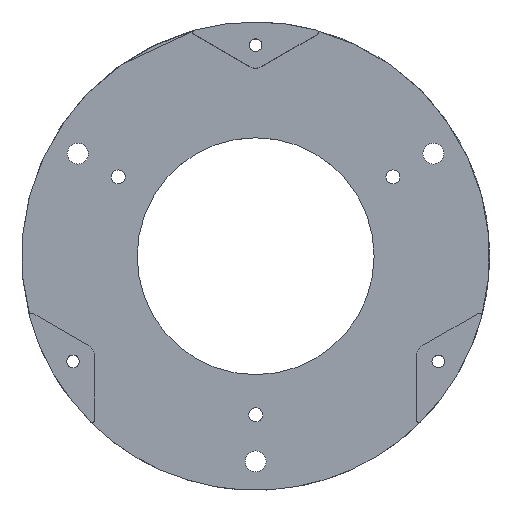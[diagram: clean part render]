
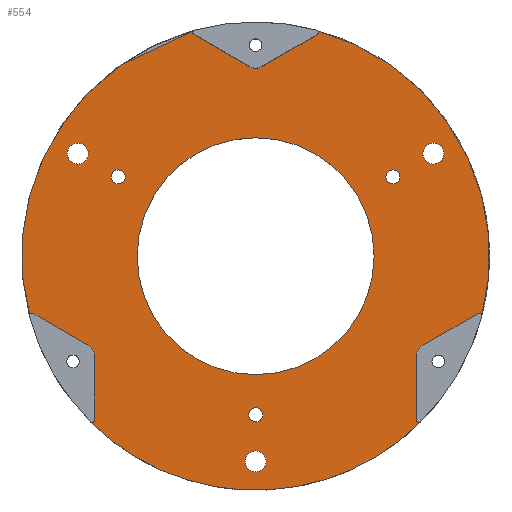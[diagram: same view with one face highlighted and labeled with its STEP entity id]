
A CAD part, top view. The second image highlights one B-rep face of the part: STEP entity #554.
In plain terms, the highlighted planar face has unit normal (0, 0, 1).
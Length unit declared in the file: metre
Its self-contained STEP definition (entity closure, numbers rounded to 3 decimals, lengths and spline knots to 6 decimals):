
#32=LINE('',#877,#62);
#33=LINE('',#881,#63);
#34=LINE('',#889,#64);
#35=LINE('',#893,#65);
#36=LINE('',#901,#66);
#37=LINE('',#905,#67);
#62=VECTOR('',#694,1.);
#63=VECTOR('',#697,1.);
#64=VECTOR('',#704,1.);
#65=VECTOR('',#707,1.);
#66=VECTOR('',#714,1.);
#67=VECTOR('',#717,1.);
#92=ORIENTED_EDGE('',*,*,#242,.T.);
#93=ORIENTED_EDGE('',*,*,#243,.T.);
#94=ORIENTED_EDGE('',*,*,#244,.T.);
#95=ORIENTED_EDGE('',*,*,#245,.T.);
#96=ORIENTED_EDGE('',*,*,#246,.T.);
#97=ORIENTED_EDGE('',*,*,#247,.T.);
#98=ORIENTED_EDGE('',*,*,#248,.F.);
#99=ORIENTED_EDGE('',*,*,#249,.F.);
#100=ORIENTED_EDGE('',*,*,#250,.T.);
#101=ORIENTED_EDGE('',*,*,#251,.F.);
#102=ORIENTED_EDGE('',*,*,#252,.F.);
#103=ORIENTED_EDGE('',*,*,#253,.F.);
#104=ORIENTED_EDGE('',*,*,#254,.T.);
#105=ORIENTED_EDGE('',*,*,#255,.F.);
#106=ORIENTED_EDGE('',*,*,#256,.T.);
#107=ORIENTED_EDGE('',*,*,#257,.F.);
#108=ORIENTED_EDGE('',*,*,#258,.F.);
#109=ORIENTED_EDGE('',*,*,#259,.F.);
#110=ORIENTED_EDGE('',*,*,#260,.T.);
#111=ORIENTED_EDGE('',*,*,#261,.F.);
#112=ORIENTED_EDGE('',*,*,#262,.T.);
#113=ORIENTED_EDGE('',*,*,#263,.F.);
#114=ORIENTED_EDGE('',*,*,#264,.F.);
#115=ORIENTED_EDGE('',*,*,#265,.F.);
#116=ORIENTED_EDGE('',*,*,#266,.T.);
#242=EDGE_CURVE('',#317,#317,#374,.T.);
#243=EDGE_CURVE('',#318,#318,#375,.T.);
#244=EDGE_CURVE('',#319,#319,#376,.T.);
#245=EDGE_CURVE('',#320,#320,#377,.T.);
#246=EDGE_CURVE('',#321,#321,#378,.T.);
#247=EDGE_CURVE('',#322,#322,#379,.T.);
#248=EDGE_CURVE('',#323,#323,#380,.T.);
#249=EDGE_CURVE('',#324,#325,#381,.T.);
#250=EDGE_CURVE('',#324,#326,#32,.T.);
#251=EDGE_CURVE('',#327,#326,#382,.T.);
#252=EDGE_CURVE('',#328,#327,#33,.T.);
#253=EDGE_CURVE('',#329,#328,#383,.T.);
#254=EDGE_CURVE('',#329,#330,#384,.T.);
#255=EDGE_CURVE('',#331,#330,#385,.T.);
#256=EDGE_CURVE('',#331,#332,#34,.T.);
#257=EDGE_CURVE('',#333,#332,#386,.T.);
#258=EDGE_CURVE('',#334,#333,#35,.T.);
#259=EDGE_CURVE('',#335,#334,#387,.T.);
#260=EDGE_CURVE('',#335,#336,#388,.T.);
#261=EDGE_CURVE('',#337,#336,#389,.T.);
#262=EDGE_CURVE('',#337,#338,#36,.T.);
#263=EDGE_CURVE('',#339,#338,#390,.T.);
#264=EDGE_CURVE('',#340,#339,#37,.T.);
#265=EDGE_CURVE('',#341,#340,#391,.T.);
#266=EDGE_CURVE('',#341,#325,#392,.T.);
#317=VERTEX_POINT('',#861);
#318=VERTEX_POINT('',#863);
#319=VERTEX_POINT('',#865);
#320=VERTEX_POINT('',#867);
#321=VERTEX_POINT('',#869);
#322=VERTEX_POINT('',#871);
#323=VERTEX_POINT('',#873);
#324=VERTEX_POINT('',#875);
#325=VERTEX_POINT('',#876);
#326=VERTEX_POINT('',#878);
#327=VERTEX_POINT('',#880);
#328=VERTEX_POINT('',#882);
#329=VERTEX_POINT('',#884);
#330=VERTEX_POINT('',#886);
#331=VERTEX_POINT('',#888);
#332=VERTEX_POINT('',#890);
#333=VERTEX_POINT('',#892);
#334=VERTEX_POINT('',#894);
#335=VERTEX_POINT('',#896);
#336=VERTEX_POINT('',#898);
#337=VERTEX_POINT('',#900);
#338=VERTEX_POINT('',#902);
#339=VERTEX_POINT('',#904);
#340=VERTEX_POINT('',#906);
#341=VERTEX_POINT('',#908);
#374=CIRCLE('',#599,0.0015);
#375=CIRCLE('',#600,0.0015);
#376=CIRCLE('',#601,0.0015);
#377=CIRCLE('',#602,0.00225);
#378=CIRCLE('',#603,0.00225);
#379=CIRCLE('',#604,0.00225);
#380=CIRCLE('',#605,0.0254);
#381=CIRCLE('',#606,0.000508);
#382=CIRCLE('',#607,0.00254);
#383=CIRCLE('',#608,0.000508);
#384=CIRCLE('',#609,0.050165);
#385=CIRCLE('',#610,0.000508);
#386=CIRCLE('',#611,0.00254);
#387=CIRCLE('',#612,0.000508);
#388=CIRCLE('',#613,0.050165);
#389=CIRCLE('',#614,0.000508);
#390=CIRCLE('',#615,0.00254);
#391=CIRCLE('',#616,0.000508);
#392=CIRCLE('',#617,0.050165);
#419=EDGE_LOOP('',(#92));
#420=EDGE_LOOP('',(#93));
#421=EDGE_LOOP('',(#94));
#422=EDGE_LOOP('',(#95));
#423=EDGE_LOOP('',(#96));
#424=EDGE_LOOP('',(#97));
#425=EDGE_LOOP('',(#98));
#426=EDGE_LOOP('',(#99,#100,#101,#102,#103,#104,#105,#106,#107,#108,#109,
#110,#111,#112,#113,#114,#115,#116));
#481=FACE_BOUND('',#419,.T.);
#482=FACE_BOUND('',#420,.T.);
#483=FACE_BOUND('',#421,.T.);
#484=FACE_BOUND('',#422,.T.);
#485=FACE_BOUND('',#423,.T.);
#486=FACE_BOUND('',#424,.T.);
#487=FACE_BOUND('',#425,.T.);
#488=FACE_BOUND('',#426,.T.);
#543=PLANE('',#598);
#554=ADVANCED_FACE('',(#481,#482,#483,#484,#485,#486,#487,#488),#543,.T.);
#598=AXIS2_PLACEMENT_3D('',#859,#676,#677);
#599=AXIS2_PLACEMENT_3D('',#860,#678,#679);
#600=AXIS2_PLACEMENT_3D('',#862,#680,#681);
#601=AXIS2_PLACEMENT_3D('',#864,#682,#683);
#602=AXIS2_PLACEMENT_3D('',#866,#684,#685);
#603=AXIS2_PLACEMENT_3D('',#868,#686,#687);
#604=AXIS2_PLACEMENT_3D('',#870,#688,#689);
#605=AXIS2_PLACEMENT_3D('',#872,#690,#691);
#606=AXIS2_PLACEMENT_3D('',#874,#692,#693);
#607=AXIS2_PLACEMENT_3D('',#879,#695,#696);
#608=AXIS2_PLACEMENT_3D('',#883,#698,#699);
#609=AXIS2_PLACEMENT_3D('',#885,#700,#701);
#610=AXIS2_PLACEMENT_3D('',#887,#702,#703);
#611=AXIS2_PLACEMENT_3D('',#891,#705,#706);
#612=AXIS2_PLACEMENT_3D('',#895,#708,#709);
#613=AXIS2_PLACEMENT_3D('',#897,#710,#711);
#614=AXIS2_PLACEMENT_3D('',#899,#712,#713);
#615=AXIS2_PLACEMENT_3D('',#903,#715,#716);
#616=AXIS2_PLACEMENT_3D('',#907,#718,#719);
#617=AXIS2_PLACEMENT_3D('',#909,#720,#721);
#676=DIRECTION('',(0.,0.,1.));
#677=DIRECTION('',(1.,0.,0.));
#678=DIRECTION('',(0.,0.,-1.));
#679=DIRECTION('',(-1.,0.,0.));
#680=DIRECTION('',(0.,0.,-1.));
#681=DIRECTION('',(-1.,0.,0.));
#682=DIRECTION('',(0.,0.,-1.));
#683=DIRECTION('',(-1.,0.,0.));
#684=DIRECTION('',(0.,0.,-1.));
#685=DIRECTION('',(-1.,0.,0.));
#686=DIRECTION('',(0.,0.,-1.));
#687=DIRECTION('',(-1.,0.,0.));
#688=DIRECTION('',(0.,0.,-1.));
#689=DIRECTION('',(-1.,0.,0.));
#690=DIRECTION('',(0.,0.,1.));
#691=DIRECTION('',(1.,0.,0.));
#692=DIRECTION('',(0.,0.,1.));
#693=DIRECTION('',(1.,0.,0.));
#694=DIRECTION('',(0.,1.,0.));
#695=DIRECTION('',(0.,0.,1.));
#696=DIRECTION('',(1.,0.,0.));
#697=DIRECTION('',(-0.866,-0.5,0.));
#698=DIRECTION('',(0.,0.,1.));
#699=DIRECTION('',(1.,0.,0.));
#700=DIRECTION('',(0.,0.,1.));
#701=DIRECTION('',(1.,0.,0.));
#702=DIRECTION('',(0.,0.,1.));
#703=DIRECTION('',(1.,0.,0.));
#704=DIRECTION('',(-0.866,-0.5,0.));
#705=DIRECTION('',(0.,0.,1.));
#706=DIRECTION('',(1.,0.,0.));
#707=DIRECTION('',(0.866,-0.5,0.));
#708=DIRECTION('',(0.,0.,1.));
#709=DIRECTION('',(1.,0.,0.));
#710=DIRECTION('',(0.,0.,1.));
#711=DIRECTION('',(1.,0.,0.));
#712=DIRECTION('',(0.,0.,1.));
#713=DIRECTION('',(1.,0.,0.));
#714=DIRECTION('',(0.866,-0.5,0.));
#715=DIRECTION('',(0.,0.,1.));
#716=DIRECTION('',(1.,0.,0.));
#717=DIRECTION('',(0.,1.,0.));
#718=DIRECTION('',(0.,0.,1.));
#719=DIRECTION('',(1.,0.,0.));
#720=DIRECTION('',(0.,0.,1.));
#721=DIRECTION('',(1.,0.,0.));
#859=CARTESIAN_POINT('',(0.,0.,0.00508));
#860=CARTESIAN_POINT('',(-0.02945,0.017003,0.00508));
#861=CARTESIAN_POINT('',(-0.03095,0.017003,0.00508));
#862=CARTESIAN_POINT('',(0.02945,0.017003,0.00508));
#863=CARTESIAN_POINT('',(0.02795,0.017003,0.00508));
#864=CARTESIAN_POINT('',(0.,-0.034006,0.00508));
#865=CARTESIAN_POINT('',(-0.0015,-0.034006,0.00508));
#866=CARTESIAN_POINT('',(0.,-0.044,0.00508));
#867=CARTESIAN_POINT('',(-0.00225,-0.044,0.00508));
#868=CARTESIAN_POINT('',(0.038105,0.022,0.00508));
#869=CARTESIAN_POINT('',(0.035855,0.022,0.00508));
#870=CARTESIAN_POINT('',(-0.038105,0.022,0.00508));
#871=CARTESIAN_POINT('',(-0.040355,0.022,0.00508));
#872=CARTESIAN_POINT('',(0.,0.,0.00508));
#873=CARTESIAN_POINT('',(0.0254,0.,0.00508));
#874=CARTESIAN_POINT('',(0.035039,-0.035186,0.00508));
#875=CARTESIAN_POINT('',(0.034531,-0.035186,0.00508));
#876=CARTESIAN_POINT('',(0.035398,-0.035546,0.00508));
#877=CARTESIAN_POINT('',(0.034531,-0.028295,0.00508));
#878=CARTESIAN_POINT('',(0.034531,-0.021403,0.00508));
#879=CARTESIAN_POINT('',(0.037071,-0.021403,0.00508));
#880=CARTESIAN_POINT('',(0.035801,-0.019203,0.00508));
#881=CARTESIAN_POINT('',(0.04177,-0.015758,0.00508));
#882=CARTESIAN_POINT('',(0.047738,-0.012312,0.00508));
#883=CARTESIAN_POINT('',(0.047992,-0.012752,0.00508));
#884=CARTESIAN_POINT('',(0.048483,-0.012882,0.00508));
#885=CARTESIAN_POINT('',(0.,0.,0.00508));
#886=CARTESIAN_POINT('',(0.013085,0.048428,0.00508));
#887=CARTESIAN_POINT('',(0.012952,0.047938,0.00508));
#888=CARTESIAN_POINT('',(0.013206,0.047498,0.00508));
#889=CARTESIAN_POINT('',(0.007238,0.044052,0.00508));
#890=CARTESIAN_POINT('',(0.00127,0.040607,0.00508));
#891=CARTESIAN_POINT('',(0.,0.042806,0.00508));
#892=CARTESIAN_POINT('',(-0.00127,0.040607,0.00508));
#893=CARTESIAN_POINT('',(-0.007238,0.044052,0.00508));
#894=CARTESIAN_POINT('',(-0.013206,0.047498,0.00508));
#895=CARTESIAN_POINT('',(-0.012952,0.047938,0.00508));
#896=CARTESIAN_POINT('',(-0.013085,0.048428,0.00508));
#897=CARTESIAN_POINT('',(0.,0.,0.00508));
#898=CARTESIAN_POINT('',(-0.048483,-0.012882,0.00508));
#899=CARTESIAN_POINT('',(-0.047992,-0.012752,0.00508));
#900=CARTESIAN_POINT('',(-0.047738,-0.012312,0.00508));
#901=CARTESIAN_POINT('',(-0.04177,-0.015758,0.00508));
#902=CARTESIAN_POINT('',(-0.035801,-0.019203,0.00508));
#903=CARTESIAN_POINT('',(-0.037071,-0.021403,0.00508));
#904=CARTESIAN_POINT('',(-0.034531,-0.021403,0.00508));
#905=CARTESIAN_POINT('',(-0.034531,-0.028295,0.00508));
#906=CARTESIAN_POINT('',(-0.034531,-0.035186,0.00508));
#907=CARTESIAN_POINT('',(-0.035039,-0.035186,0.00508));
#908=CARTESIAN_POINT('',(-0.035398,-0.035546,0.00508));
#909=CARTESIAN_POINT('',(0.,0.,0.00508));
